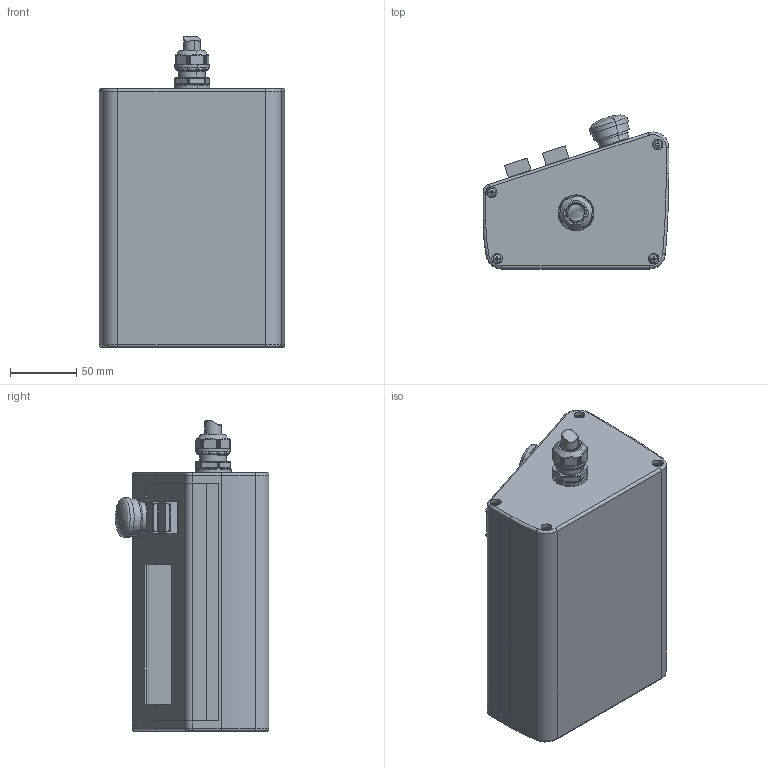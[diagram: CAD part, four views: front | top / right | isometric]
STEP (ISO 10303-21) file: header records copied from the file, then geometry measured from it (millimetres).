
FILE_DESCRIPTION (( 'STEP AP203' ), '1' );
FILE_NAME ('CNC-301N-STP.step', '2025-06-20T07:47:11', ( '' ), ( '' ), 'SwSTEP 2.0', 'SolidWorks 2020', '' );
FILE_SCHEMA (( 'CONFIG_CONTROL_DESIGN' ));
Length unit declared in the file: millimetre
Products named in the file (1): CNC-301N-STP
Bounding box: 140 x 115.84 x 234.04 mm (x, y, z)
Volume: 271467 mm3; surface area: 230470.1 mm2
Topology: 2 solids, 9 shells, 1089 faces, 2926 edges, 1898 vertices
Faces by surface type: plane 518, cylinder 312, bspline 152, cone 79, sphere 16, torus 12
Entity records: 42974 total; most frequent: CARTESIAN_POINT 16595, ORIENTED_EDGE 5840, DIRECTION 5152, EDGE_CURVE 2920, AXIS2_PLACEMENT_3D 1904, VERTEX_POINT 1898, LINE 1344, VECTOR 1344
